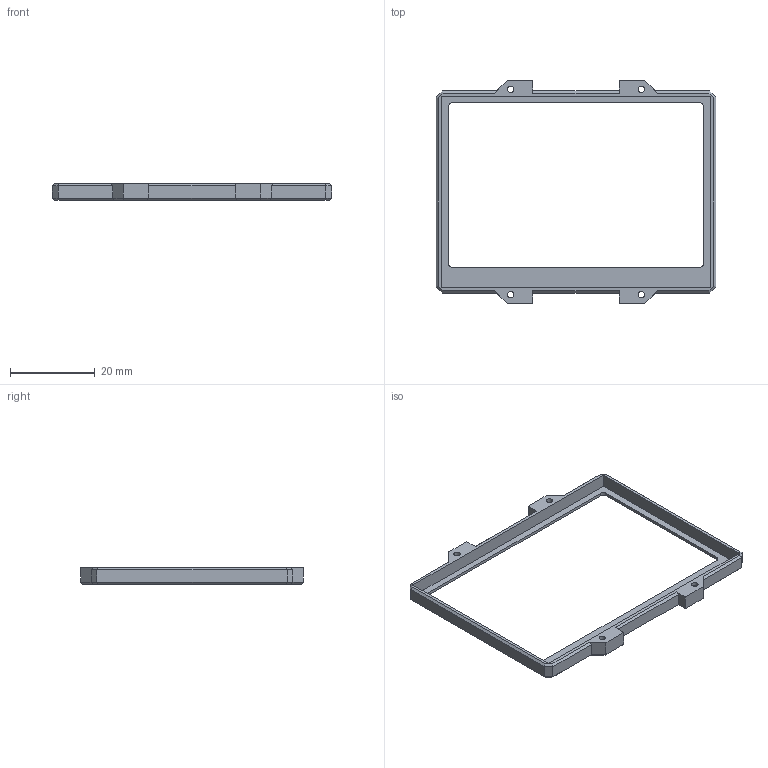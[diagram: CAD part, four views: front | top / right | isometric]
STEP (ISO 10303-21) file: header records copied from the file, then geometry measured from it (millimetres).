
FILE_DESCRIPTION(/* description */ (''),/* implementation_level */ '2;1');
FILE_NAME(/* name */ 'front v179.step',/* time_stamp */ '2024-03-19T13:28:11+02:00',/* author */ (''),/* organization */ (''),/* preprocessor_version */ 'ST-DEVELOPER v20',/* originating_system */ 'Autodesk Translation Framework v12.20.1.177',/* authorisation */ '');
FILE_SCHEMA (('AUTOMOTIVE_DESIGN { 1 0 10303 214 3 1 1 }'));
Length unit declared in the file: millimetre
Products named in the file (1): 2024-01-15 board
Bounding box: 65.94 x 52.45 x 3.9 mm (x, y, z)
Volume: 1548.3 mm3; surface area: 3466.3 mm2
Topology: 1 solids, 1 shells, 91 faces, 216 edges, 132 vertices
Faces by surface type: plane 75, cylinder 12, cone 4
Full cylindrical faces by diameter (mm): 1.5 x4, 2.7 x4
Entity records: 2613 total; most frequent: CARTESIAN_POINT 440, ORIENTED_EDGE 432, DIRECTION 428, EDGE_CURVE 216, LINE 188, VECTOR 188, VERTEX_POINT 132, AXIS2_PLACEMENT_3D 120
